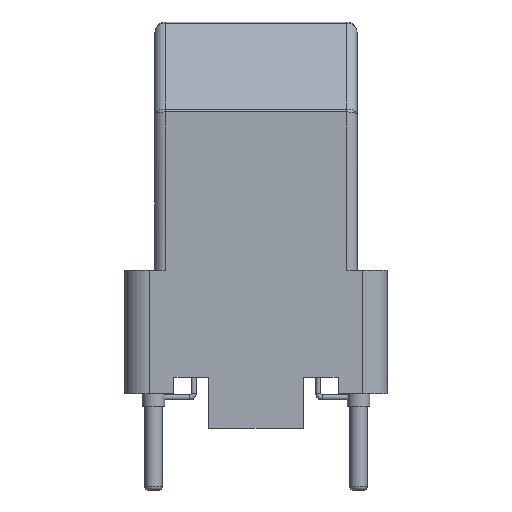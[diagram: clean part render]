
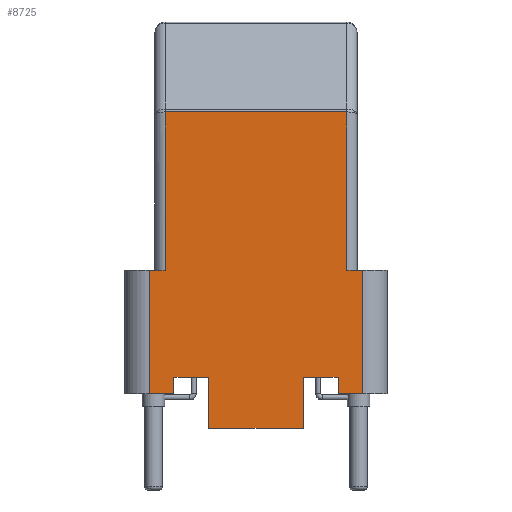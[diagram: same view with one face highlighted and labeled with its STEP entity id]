
A CAD part, left-side view. The second image highlights one B-rep face of the part: STEP entity #8725.
In plain terms, the highlighted planar face has unit normal (-1, 0, 0).
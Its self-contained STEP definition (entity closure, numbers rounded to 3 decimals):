
#368=LINE('',#19431,#996);
#488=LINE('',#20201,#1116);
#492=LINE('',#20210,#1120);
#566=LINE('',#20415,#1194);
#567=LINE('',#20417,#1195);
#568=LINE('',#20419,#1196);
#569=LINE('',#20421,#1197);
#570=LINE('',#20422,#1198);
#571=LINE('',#20424,#1199);
#572=LINE('',#20426,#1200);
#573=LINE('',#20428,#1201);
#574=LINE('',#20430,#1202);
#575=LINE('',#20432,#1203);
#576=LINE('',#20433,#1204);
#577=LINE('',#20435,#1205);
#578=LINE('',#20437,#1206);
#996=VECTOR('',#13117,1000.);
#1116=VECTOR('',#13245,1000.);
#1120=VECTOR('',#13251,1000.);
#1194=VECTOR('',#13423,1000.);
#1195=VECTOR('',#13424,1000.);
#1196=VECTOR('',#13425,1000.);
#1197=VECTOR('',#13426,1000.);
#1198=VECTOR('',#13427,1000.);
#1199=VECTOR('',#13428,1000.);
#1200=VECTOR('',#13429,1000.);
#1201=VECTOR('',#13430,1000.);
#1202=VECTOR('',#13431,1000.);
#1203=VECTOR('',#13432,1000.);
#1204=VECTOR('',#13433,1000.);
#1205=VECTOR('',#13434,1000.);
#1206=VECTOR('',#13435,1000.);
#1610=PLANE('',#12059);
#2573=ORIENTED_EDGE('',*,*,#4635,.F.);
#2574=ORIENTED_EDGE('',*,*,#4741,.T.);
#2575=ORIENTED_EDGE('',*,*,#4742,.F.);
#2576=ORIENTED_EDGE('',*,*,#4743,.F.);
#2577=ORIENTED_EDGE('',*,*,#4744,.T.);
#2578=ORIENTED_EDGE('',*,*,#4639,.T.);
#2579=ORIENTED_EDGE('',*,*,#4745,.T.);
#2580=ORIENTED_EDGE('',*,*,#4746,.T.);
#2581=ORIENTED_EDGE('',*,*,#4747,.F.);
#2582=ORIENTED_EDGE('',*,*,#4748,.T.);
#2583=ORIENTED_EDGE('',*,*,#4749,.T.);
#2584=ORIENTED_EDGE('',*,*,#4750,.F.);
#2585=ORIENTED_EDGE('',*,*,#4481,.F.);
#2586=ORIENTED_EDGE('',*,*,#4751,.F.);
#2587=ORIENTED_EDGE('',*,*,#4752,.T.);
#2588=ORIENTED_EDGE('',*,*,#4753,.T.);
#4481=EDGE_CURVE('',#5636,#5637,#368,.T.);
#4635=EDGE_CURVE('',#5790,#5791,#488,.T.);
#4639=EDGE_CURVE('',#5794,#5795,#492,.F.);
#4741=EDGE_CURVE('',#5790,#5876,#566,.T.);
#4742=EDGE_CURVE('',#5877,#5876,#567,.T.);
#4743=EDGE_CURVE('',#5878,#5877,#568,.T.);
#4744=EDGE_CURVE('',#5878,#5794,#569,.T.);
#4745=EDGE_CURVE('',#5795,#5879,#570,.T.);
#4746=EDGE_CURVE('',#5879,#5880,#571,.T.);
#4747=EDGE_CURVE('',#5881,#5880,#572,.T.);
#4748=EDGE_CURVE('',#5881,#5882,#573,.T.);
#4749=EDGE_CURVE('',#5882,#5883,#574,.T.);
#4750=EDGE_CURVE('',#5637,#5883,#575,.T.);
#4751=EDGE_CURVE('',#5884,#5636,#576,.T.);
#4752=EDGE_CURVE('',#5884,#5885,#577,.T.);
#4753=EDGE_CURVE('',#5885,#5791,#578,.T.);
#5636=VERTEX_POINT('',#19430);
#5637=VERTEX_POINT('',#19432);
#5790=VERTEX_POINT('',#20202);
#5791=VERTEX_POINT('',#20203);
#5794=VERTEX_POINT('',#20211);
#5795=VERTEX_POINT('',#20212);
#5876=VERTEX_POINT('',#20416);
#5877=VERTEX_POINT('',#20418);
#5878=VERTEX_POINT('',#20420);
#5879=VERTEX_POINT('',#20423);
#5880=VERTEX_POINT('',#20425);
#5881=VERTEX_POINT('',#20427);
#5882=VERTEX_POINT('',#20429);
#5883=VERTEX_POINT('',#20431);
#5884=VERTEX_POINT('',#20434);
#5885=VERTEX_POINT('',#20436);
#6913=EDGE_LOOP('',(#2573,#2574,#2575,#2576,#2577,#2578,#2579,#2580,#2581,
#2582,#2583,#2584,#2585,#2586,#2587,#2588));
#7823=FACE_BOUND('',#6913,.T.);
#8725=ADVANCED_FACE('',(#7823),#1610,.F.);
#12059=AXIS2_PLACEMENT_3D('',#20414,#13421,#13422);
#13117=DIRECTION('',(0.,1.,0.));
#13245=DIRECTION('',(0.,1.,0.));
#13251=DIRECTION('',(0.,0.,-1.));
#13421=DIRECTION('',(1.,0.,0.));
#13422=DIRECTION('',(0.,0.,-1.));
#13423=DIRECTION('',(0.,0.,-1.));
#13424=DIRECTION('',(0.,1.,0.));
#13425=DIRECTION('',(0.,0.,-1.));
#13426=DIRECTION('',(0.,1.,0.));
#13427=DIRECTION('',(0.,1.,0.));
#13428=DIRECTION('',(0.,0.,-1.));
#13429=DIRECTION('',(0.,-1.,0.));
#13430=DIRECTION('',(0.,0.,-1.));
#13431=DIRECTION('',(0.,-1.,0.));
#13432=DIRECTION('',(0.,0.,-1.));
#13433=DIRECTION('',(0.,0.,1.));
#13434=DIRECTION('',(0.,-1.,0.));
#13435=DIRECTION('',(0.,0.,1.));
#19430=CARTESIAN_POINT('',(-9.,2.3,0.));
#19431=CARTESIAN_POINT('',(-9.,-4.925,0.));
#19432=CARTESIAN_POINT('',(-9.,4.,0.));
#20201=CARTESIAN_POINT('',(-9.,-4.925,0.));
#20202=CARTESIAN_POINT('',(-9.,-4.,0.));
#20203=CARTESIAN_POINT('',(-9.,-2.3,0.));
#20210=CARTESIAN_POINT('',(-9.,-4.425,13.));
#20211=CARTESIAN_POINT('',(-9.,-4.425,5.2));
#20212=CARTESIAN_POINT('',(-9.,-4.425,12.917));
#20414=CARTESIAN_POINT('',(-9.,-4.925,13.));
#20415=CARTESIAN_POINT('',(-9.,-4.,5.2));
#20416=CARTESIAN_POINT('',(-9.,-4.,-0.8));
#20417=CARTESIAN_POINT('',(-9.,-5.2,-0.8));
#20418=CARTESIAN_POINT('',(-9.,-5.2,-0.8));
#20419=CARTESIAN_POINT('',(-9.,-5.2,5.2));
#20420=CARTESIAN_POINT('',(-9.,-5.2,5.2));
#20421=CARTESIAN_POINT('',(-9.,-5.2,5.2));
#20422=CARTESIAN_POINT('',(-9.,-4.925,12.917));
#20423=CARTESIAN_POINT('',(-9.,4.425,12.917));
#20424=CARTESIAN_POINT('',(-9.,4.425,13.));
#20425=CARTESIAN_POINT('',(-9.,4.425,5.2));
#20426=CARTESIAN_POINT('',(-9.,5.2,5.2));
#20427=CARTESIAN_POINT('',(-9.,5.2,5.2));
#20428=CARTESIAN_POINT('',(-9.,5.2,5.2));
#20429=CARTESIAN_POINT('',(-9.,5.2,-0.8));
#20430=CARTESIAN_POINT('',(-9.,5.2,-0.8));
#20431=CARTESIAN_POINT('',(-9.,4.,-0.8));
#20432=CARTESIAN_POINT('',(-9.,4.,5.2));
#20433=CARTESIAN_POINT('',(-9.,2.3,-2.5));
#20434=CARTESIAN_POINT('',(-9.,2.3,-2.5));
#20435=CARTESIAN_POINT('',(-9.,2.3,-2.5));
#20436=CARTESIAN_POINT('',(-9.,-2.3,-2.5));
#20437=CARTESIAN_POINT('',(-9.,-2.3,-2.5));
